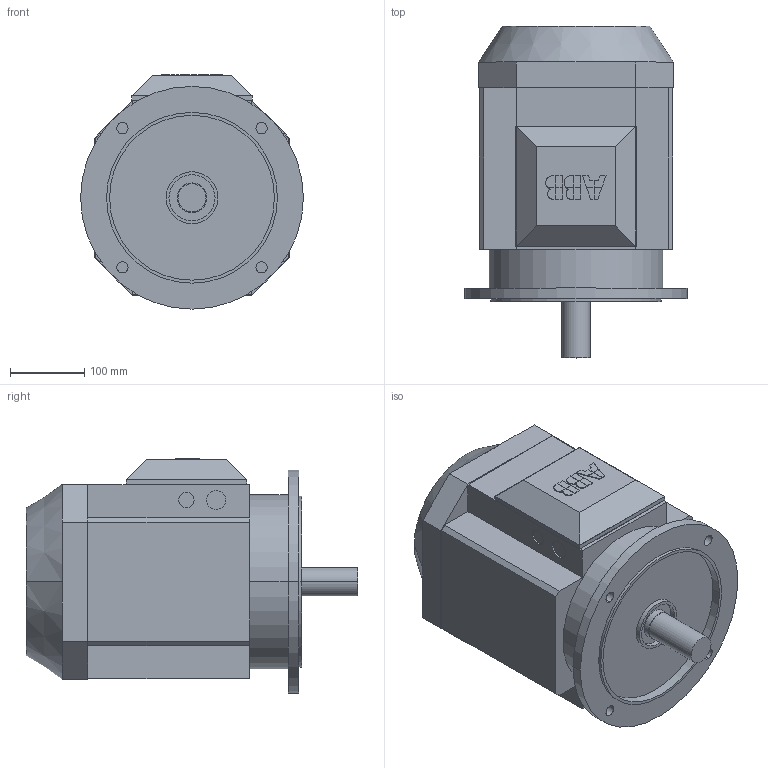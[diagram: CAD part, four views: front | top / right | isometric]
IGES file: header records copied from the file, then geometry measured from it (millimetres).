
Global section: file name: No Iges File Name specified; native system: Autodesk Inventor 2010; preprocessor: AutoDesk Inventor Iges Exporter R2010; author: esu00058; date: 20100326.084024; units: millimetre
Bounding box: 300 x 447 x 315.5 mm (x, y, z)
Volume: 20804804.7 mm3; surface area: 549458.4 mm2
Topology: 1 solids, 1 shells, 161 faces, 390 edges, 258 vertices
Faces by surface type: plane 114, bspline 21, cylinder 12, revolution 12, cone 2
